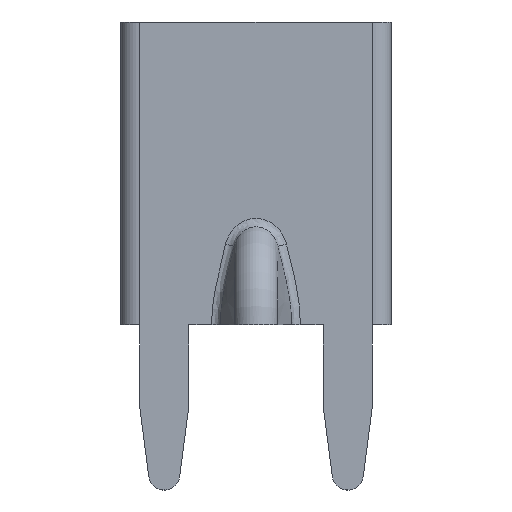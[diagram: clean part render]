
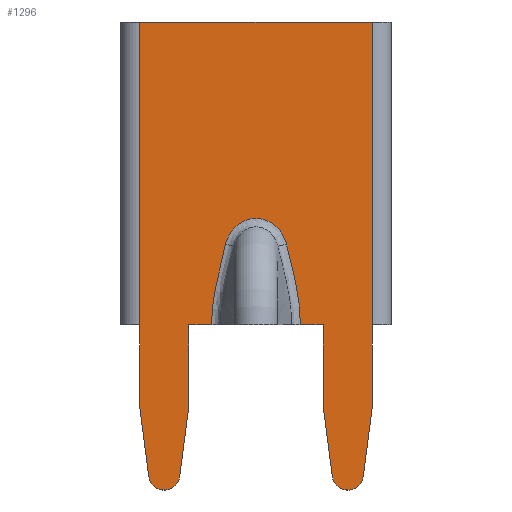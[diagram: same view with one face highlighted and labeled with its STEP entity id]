
A CAD part, front view. The second image highlights one B-rep face of the part: STEP entity #1296.
In plain terms, the highlighted planar face has unit normal (0, -1, 0).
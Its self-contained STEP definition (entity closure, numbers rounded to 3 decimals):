
#116=DIRECTION('',(1.,0.,0.));
#117=VECTOR('',#116,6.441);
#118=CARTESIAN_POINT('',(-3.221,0.,0.));
#119=LINE('',#118,#117);
#303=DIRECTION('',(1.,0.,0.));
#304=VECTOR('',#303,0.004);
#305=CARTESIAN_POINT('',(-3.221,0.,-8.382));
#306=LINE('',#305,#304);
#311=DIRECTION('',(1.,0.,0.));
#312=VECTOR('',#311,0.004);
#313=CARTESIAN_POINT('',(3.217,0.,-8.382));
#314=LINE('',#313,#312);
#372=DIRECTION('',(1.,0.,0.));
#373=VECTOR('',#372,0.633);
#374=CARTESIAN_POINT('',(-1.863,0.,-8.382));
#375=LINE('',#374,#373);
#389=DIRECTION('',(1.,0.,0.));
#390=VECTOR('',#389,0.633);
#391=CARTESIAN_POINT('',(1.23,0.,-8.382));
#392=LINE('',#391,#390);
#431=CARTESIAN_POINT('',(-0.844,0.,
-6.143));
#432=CARTESIAN_POINT('',(-0.879,0.,
-6.279));
#433=CARTESIAN_POINT('',(-0.944,0.,
-6.537));
#434=CARTESIAN_POINT('',(-1.026,0.,
-6.878));
#435=CARTESIAN_POINT('',(-1.091,0.,
-7.18));
#436=CARTESIAN_POINT('',(-1.142,0.,
-7.449));
#437=CARTESIAN_POINT('',(-1.181,0.,
-7.696));
#438=CARTESIAN_POINT('',(-1.209,0.,
-7.93));
#439=CARTESIAN_POINT('',(-1.226,0.,
-8.157));
#440=CARTESIAN_POINT('',(-1.23,0.,
-8.307));
#441=CARTESIAN_POINT('',(-1.23,0.,
-8.382));
#443=DIRECTION('',(0.,0.,1.));
#444=VECTOR('',#443,2.286);
#445=CARTESIAN_POINT('',(-1.863,0.,-10.668));
#446=LINE('',#445,#444);
#447=DIRECTION('',(0.129,0.,0.992));
#448=VECTOR('',#447,1.926);
#449=CARTESIAN_POINT('',(-2.112,0.,-12.578));
#450=LINE('',#449,#448);
#451=CARTESIAN_POINT('',(-2.54,0.,-12.522));
#452=DIRECTION('',(0.,-1.,0.));
#453=DIRECTION('',(-0.992,0.,-0.129));
#454=AXIS2_PLACEMENT_3D('',#451,#452,#453);
#456=DIRECTION('',(0.129,0.,-0.992));
#457=VECTOR('',#456,1.926);
#458=CARTESIAN_POINT('',(-3.217,0.,-10.668));
#459=LINE('',#458,#457);
#460=DIRECTION('',(0.,0.,-1.));
#461=VECTOR('',#460,2.286);
#462=CARTESIAN_POINT('',(-3.217,0.,-8.382));
#463=LINE('',#462,#461);
#464=DIRECTION('',(0.,0.,-1.));
#465=VECTOR('',#464,8.382);
#466=CARTESIAN_POINT('',(-3.221,0.,0.));
#467=LINE('',#466,#465);
#468=DIRECTION('',(0.,0.,1.));
#469=VECTOR('',#468,2.286);
#470=CARTESIAN_POINT('',(3.217,0.,-10.668));
#471=LINE('',#470,#469);
#472=DIRECTION('',(0.129,0.,0.992));
#473=VECTOR('',#472,1.926);
#474=CARTESIAN_POINT('',(2.968,0.,-12.578));
#475=LINE('',#474,#473);
#476=CARTESIAN_POINT('',(2.54,0.,-12.522));
#477=DIRECTION('',(0.,-1.,0.));
#478=DIRECTION('',(-0.992,0.,-0.129));
#479=AXIS2_PLACEMENT_3D('',#476,#477,#478);
#481=DIRECTION('',(0.129,0.,-0.992));
#482=VECTOR('',#481,1.926);
#483=CARTESIAN_POINT('',(1.863,0.,-10.668));
#484=LINE('',#483,#482);
#485=DIRECTION('',(0.,0.,-1.));
#486=VECTOR('',#485,2.286);
#487=CARTESIAN_POINT('',(1.863,0.,-8.382));
#488=LINE('',#487,#486);
#489=CARTESIAN_POINT('',(1.23,0.,-8.382));
#490=CARTESIAN_POINT('',(1.23,0.,
-8.307));
#491=CARTESIAN_POINT('',(1.226,0.,-8.157));
#492=CARTESIAN_POINT('',(1.209,0.,
-7.93));
#493=CARTESIAN_POINT('',(1.181,0.,-7.696));
#494=CARTESIAN_POINT('',(1.142,0.,
-7.449));
#495=CARTESIAN_POINT('',(1.091,0.,-7.18));
#496=CARTESIAN_POINT('',(1.026,0.,
-6.879));
#497=CARTESIAN_POINT('',(0.945,0.,
-6.537));
#498=CARTESIAN_POINT('',(0.879,0.,
-6.279));
#499=CARTESIAN_POINT('',(0.844,0.,
-6.143));
#501=CARTESIAN_POINT('',(0.844,0.,
-6.143));
#502=CARTESIAN_POINT('',(0.826,0.,
-6.074));
#503=CARTESIAN_POINT('',(0.778,0.,
-5.945));
#504=CARTESIAN_POINT('',(0.676,0.,
-5.779));
#505=CARTESIAN_POINT('',(0.551,0.,
-5.644));
#506=CARTESIAN_POINT('',(0.406,0.,
-5.541));
#507=CARTESIAN_POINT('',(0.249,0.,
-5.472));
#508=CARTESIAN_POINT('',(0.084,0.,
-5.438));
#509=CARTESIAN_POINT('',(-0.084,0.,
-5.438));
#510=CARTESIAN_POINT('',(-0.249,0.,
-5.472));
#511=CARTESIAN_POINT('',(-0.407,0.,
-5.541));
#512=CARTESIAN_POINT('',(-0.551,0.,
-5.644));
#513=CARTESIAN_POINT('',(-0.676,0.,
-5.779));
#514=CARTESIAN_POINT('',(-0.778,0.,
-5.945));
#515=CARTESIAN_POINT('',(-0.826,0.,
-6.074));
#516=CARTESIAN_POINT('',(-0.844,0.,
-6.143));
#637=DIRECTION('',(0.,0.,-1.));
#638=VECTOR('',#637,8.382);
#639=CARTESIAN_POINT('',(3.221,0.,0.));
#640=LINE('',#639,#638);
#826=CARTESIAN_POINT('',(-3.221,0.,0.));
#827=VERTEX_POINT('',#826);
#828=CARTESIAN_POINT('',(3.221,0.,0.));
#829=VERTEX_POINT('',#828);
#864=CARTESIAN_POINT('',(-3.221,0.,-8.382));
#865=VERTEX_POINT('',#864);
#866=CARTESIAN_POINT('',(3.221,0.,-8.382));
#868=VERTEX_POINT('',#866);
#886=CARTESIAN_POINT('',(-2.112,0.,-12.578));
#887=CARTESIAN_POINT('',(-1.863,0.,-10.668));
#888=VERTEX_POINT('',#886);
#889=VERTEX_POINT('',#887);
#890=CARTESIAN_POINT('',(-2.968,0.,-12.578));
#891=VERTEX_POINT('',#890);
#892=CARTESIAN_POINT('',(-3.217,0.,-10.668));
#893=VERTEX_POINT('',#892);
#894=CARTESIAN_POINT('',(2.968,0.,-12.578));
#895=CARTESIAN_POINT('',(3.217,0.,-10.668));
#896=VERTEX_POINT('',#894);
#897=VERTEX_POINT('',#895);
#898=CARTESIAN_POINT('',(2.112,0.,-12.578));
#899=VERTEX_POINT('',#898);
#900=CARTESIAN_POINT('',(1.863,0.,-10.668));
#901=VERTEX_POINT('',#900);
#918=CARTESIAN_POINT('',(-1.863,0.,-8.382));
#920=VERTEX_POINT('',#918);
#922=CARTESIAN_POINT('',(-3.217,0.,-8.382));
#924=VERTEX_POINT('',#922);
#926=CARTESIAN_POINT('',(1.863,0.,-8.382));
#928=VERTEX_POINT('',#926);
#930=CARTESIAN_POINT('',(3.217,0.,-8.382));
#932=VERTEX_POINT('',#930);
#952=VERTEX_POINT('',#431);
#953=VERTEX_POINT('',#441);
#956=VERTEX_POINT('',#501);
#959=VERTEX_POINT('',#489);
#1255=CARTESIAN_POINT('',(-3.221,0.,0.));
#1256=DIRECTION('',(0.,-1.,0.));
#1257=DIRECTION('',(1.,0.,0.));
#1258=AXIS2_PLACEMENT_3D('',#1255,#1256,#1257);
#1259=PLANE('',#1258);
#1261=ORIENTED_EDGE('',*,*,#1260,.T.);
#1262=ORIENTED_EDGE('',*,*,#1209,.F.);
#1264=ORIENTED_EDGE('',*,*,#1263,.F.);
#1266=ORIENTED_EDGE('',*,*,#1265,.F.);
#1268=ORIENTED_EDGE('',*,*,#1267,.F.);
#1270=ORIENTED_EDGE('',*,*,#1269,.F.);
#1271=ORIENTED_EDGE('',*,*,#1247,.F.);
#1272=ORIENTED_EDGE('',*,*,#1164,.F.);
#1274=ORIENTED_EDGE('',*,*,#1273,.F.);
#1275=ORIENTED_EDGE('',*,*,#997,.T.);
#1277=ORIENTED_EDGE('',*,*,#1276,.T.);
#1278=ORIENTED_EDGE('',*,*,#1176,.F.);
#1280=ORIENTED_EDGE('',*,*,#1279,.F.);
#1282=ORIENTED_EDGE('',*,*,#1281,.F.);
#1284=ORIENTED_EDGE('',*,*,#1283,.F.);
#1286=ORIENTED_EDGE('',*,*,#1285,.F.);
#1288=ORIENTED_EDGE('',*,*,#1287,.F.);
#1289=ORIENTED_EDGE('',*,*,#1221,.F.);
#1291=ORIENTED_EDGE('',*,*,#1290,.T.);
#1293=ORIENTED_EDGE('',*,*,#1292,.T.);
#1294=EDGE_LOOP('',(#1261,#1262,#1264,#1266,#1268,#1270,#1271,#1272,#1274,#1275,
#1277,#1278,#1280,#1282,#1284,#1286,#1288,#1289,#1291,#1293));
#1295=FACE_OUTER_BOUND('',#1294,.F.);
#1296=ADVANCED_FACE('',(#1295),#1259,.T.);
#442=B_SPLINE_CURVE_WITH_KNOTS('',3,(#431,#432,#433,#434,#435,#436,#437,#438,
#439,#440,#441),.UNSPECIFIED.,.F.,.F.,(4,1,1,1,1,1,1,1,4),(0.,0.125,0.25,
0.375,0.5,0.625,0.75,0.875,1.),.UNSPECIFIED.);
#455=CIRCLE('',#454,0.432);
#480=CIRCLE('',#479,0.432);
#500=B_SPLINE_CURVE_WITH_KNOTS('',3,(#489,#490,#491,#492,#493,#494,#495,#496,
#497,#498,#499),.UNSPECIFIED.,.F.,.F.,(4,1,1,1,1,1,1,1,4),(0.,0.125,0.25,
0.375,0.5,0.625,0.75,0.875,1.),.UNSPECIFIED.);
#517=B_SPLINE_CURVE_WITH_KNOTS('',3,(#501,#502,#503,#504,#505,#506,#507,#508,
#509,#510,#511,#512,#513,#514,#515,#516),.UNSPECIFIED.,.F.,.F.,(4,1,1,1,1,1,1,1,
1,1,1,1,1,4),(0.,0.077,0.154,0.231,
0.308,0.385,0.462,0.538,
0.615,0.692,0.769,0.846,
0.923,1.),.UNSPECIFIED.);
#997=EDGE_CURVE('',#827,#829,#119,.T.);
#1164=EDGE_CURVE('',#865,#924,#306,.T.);
#1176=EDGE_CURVE('',#932,#868,#314,.T.);
#1209=EDGE_CURVE('',#920,#953,#375,.T.);
#1221=EDGE_CURVE('',#959,#928,#392,.T.);
#1247=EDGE_CURVE('',#924,#893,#463,.T.);
#1260=EDGE_CURVE('',#952,#953,#442,.T.);
#1263=EDGE_CURVE('',#889,#920,#446,.T.);
#1265=EDGE_CURVE('',#888,#889,#450,.T.);
#1267=EDGE_CURVE('',#891,#888,#455,.T.);
#1269=EDGE_CURVE('',#893,#891,#459,.T.);
#1273=EDGE_CURVE('',#827,#865,#467,.T.);
#1276=EDGE_CURVE('',#829,#868,#640,.T.);
#1279=EDGE_CURVE('',#897,#932,#471,.T.);
#1281=EDGE_CURVE('',#896,#897,#475,.T.);
#1283=EDGE_CURVE('',#899,#896,#480,.T.);
#1285=EDGE_CURVE('',#901,#899,#484,.T.);
#1287=EDGE_CURVE('',#928,#901,#488,.T.);
#1290=EDGE_CURVE('',#959,#956,#500,.T.);
#1292=EDGE_CURVE('',#956,#952,#517,.T.);
